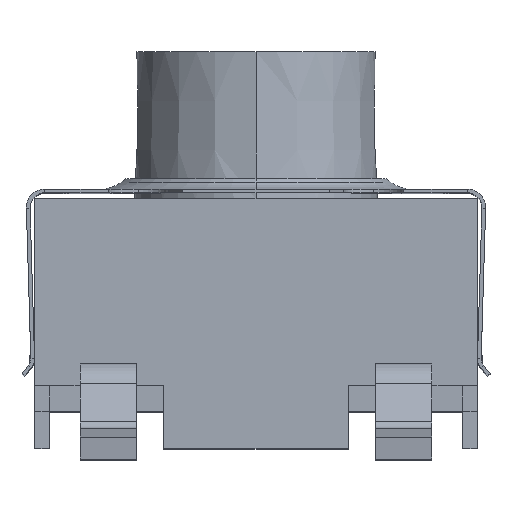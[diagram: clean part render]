
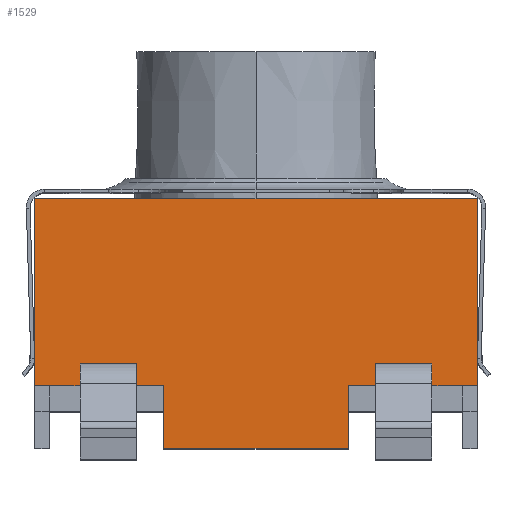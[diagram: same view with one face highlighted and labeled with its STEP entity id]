
A CAD part, top view. The second image highlights one B-rep face of the part: STEP entity #1529.
In plain terms, the highlighted planar face has unit normal (0, 0, 1).
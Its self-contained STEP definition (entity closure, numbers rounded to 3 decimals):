
#232 = EDGE_CURVE ( 'NONE', #1555, #1552, #2959, .T. ) ;
#250 = EDGE_CURVE ( 'NONE', #1579, #1555, #3037, .T. ) ;
#1483 = EDGE_LOOP ( 'NONE', ( #1530, #1511, #1583, #1517, #1560, #1514, #1519, #1571, #1562, #1570, #1574, #1550, #1553, #1556, #1558, #1620 ) ) ;
#1511 = ORIENTED_EDGE ( 'NONE', *, *, #1513, .T. ) ;
#1512 = EDGE_CURVE ( 'NONE', #1580, #1577, #6304, .T. ) ;
#1513 = EDGE_CURVE ( 'NONE', #1582, #1580, #6299, .T. ) ;
#1514 = ORIENTED_EDGE ( 'NONE', *, *, #1561, .T. ) ;
#1515 = VERTEX_POINT ( 'NONE', #6277 ) ;
#1516 = VERTEX_POINT ( 'NONE', #6300 ) ;
#1517 = ORIENTED_EDGE ( 'NONE', *, *, #1518, .F. ) ;
#1518 = EDGE_CURVE ( 'NONE', #1522, #1577, #6303, .T. ) ;
#1519 = ORIENTED_EDGE ( 'NONE', *, *, #1565, .F. ) ;
#1520 = VERTEX_POINT ( 'NONE', #6291 ) ;
#1521 = EDGE_CURVE ( 'NONE', #1522, #1520, #6294, .T. ) ;
#1522 = VERTEX_POINT ( 'NONE', #6282 ) ;
#1529 = ADVANCED_FACE ( 'NONE', ( #6326 ), #6293, .F. ) ;
#1530 = ORIENTED_EDGE ( 'NONE', *, *, #1576, .T. ) ;
#1549 = VERTEX_POINT ( 'NONE', #6396 ) ;
#1550 = ORIENTED_EDGE ( 'NONE', *, *, #1554, .T. ) ;
#1551 = EDGE_CURVE ( 'NONE', #1569, #1563, #6424, .T. ) ;
#1552 = VERTEX_POINT ( 'NONE', #6220 ) ;
#1553 = ORIENTED_EDGE ( 'NONE', *, *, #1557, .T. ) ;
#1554 = EDGE_CURVE ( 'NONE', #1569, #1573, #6398, .T. ) ;
#1555 = VERTEX_POINT ( 'NONE', #6475 ) ;
#1556 = ORIENTED_EDGE ( 'NONE', *, *, #1559, .T. ) ;
#1557 = EDGE_CURVE ( 'NONE', #1573, #1549, #6473, .T. ) ;
#1558 = ORIENTED_EDGE ( 'NONE', *, *, #232, .F. ) ;
#1559 = EDGE_CURVE ( 'NONE', #1549, #1552, #6469, .T. ) ;
#1560 = ORIENTED_EDGE ( 'NONE', *, *, #1521, .T. ) ;
#1561 = EDGE_CURVE ( 'NONE', #1520, #1516, #6463, .T. ) ;
#1562 = ORIENTED_EDGE ( 'NONE', *, *, #1572, .T. ) ;
#1563 = VERTEX_POINT ( 'NONE', #6474 ) ;
#1564 = VERTEX_POINT ( 'NONE', #6464 ) ;
#1565 = EDGE_CURVE ( 'NONE', #1515, #1516, #6457, .T. ) ;
#1566 = EDGE_CURVE ( 'NONE', #1563, #1564, #6453, .T. ) ;
#1568 = EDGE_CURVE ( 'NONE', #1575, #1515, #6507, .T. ) ;
#1569 = VERTEX_POINT ( 'NONE', #6465 ) ;
#1570 = ORIENTED_EDGE ( 'NONE', *, *, #1566, .F. ) ;
#1571 = ORIENTED_EDGE ( 'NONE', *, *, #1568, .F. ) ;
#1572 = EDGE_CURVE ( 'NONE', #1575, #1564, #6500, .T. ) ;
#1573 = VERTEX_POINT ( 'NONE', #6502 ) ;
#1574 = ORIENTED_EDGE ( 'NONE', *, *, #1551, .F. ) ;
#1575 = VERTEX_POINT ( 'NONE', #6459 ) ;
#1576 = EDGE_CURVE ( 'NONE', #1579, #1582, #6492, .T. ) ;
#1577 = VERTEX_POINT ( 'NONE', #6496 ) ;
#1579 = VERTEX_POINT ( 'NONE', #6494 ) ;
#1580 = VERTEX_POINT ( 'NONE', #6493 ) ;
#1582 = VERTEX_POINT ( 'NONE', #6501 ) ;
#1583 = ORIENTED_EDGE ( 'NONE', *, *, #1512, .T. ) ;
#1620 = ORIENTED_EDGE ( 'NONE', *, *, #250, .F. ) ;
#2959 = LINE ( 'NONE', #2988, #2987 ) ;
#2986 = DIRECTION ( 'NONE',  ( -1., 0., 0. ) ) ;
#2987 = VECTOR ( 'NONE', #2986, 1000. ) ;
#2988 = CARTESIAN_POINT ( 'NONE',  ( 5.399, 0.02, 6. ) ) ;
#3034 = DIRECTION ( 'NONE',  ( 0., 1., 0. ) ) ;
#3035 = VECTOR ( 'NONE', #3034, 1000. ) ;
#3036 = CARTESIAN_POINT ( 'NONE',  ( 2.385, -1.279, 6. ) ) ;
#3037 = LINE ( 'NONE', #3036, #3035 ) ;
#6220 = CARTESIAN_POINT ( 'NONE',  ( 1.625, 0.02, 6. ) ) ;
#6263 = CARTESIAN_POINT ( 'NONE',  ( 3., 2.25, 6. ) ) ;
#6277 = CARTESIAN_POINT ( 'NONE',  ( -1.625, 0.02, 6. ) ) ;
#6282 = CARTESIAN_POINT ( 'NONE',  ( -3., -0.28, 6. ) ) ;
#6283 = DIRECTION ( 'NONE',  ( 1., 0., 0. ) ) ;
#6284 = VECTOR ( 'NONE', #6283, 1000. ) ;
#6285 = CARTESIAN_POINT ( 'NONE',  ( -2.8, -0.28, 6. ) ) ;
#6288 = DIRECTION ( 'NONE',  ( 0., 1., 0. ) ) ;
#6289 = VECTOR ( 'NONE', #6288, 1000. ) ;
#6290 = CARTESIAN_POINT ( 'NONE',  ( -3., -0.63, 6. ) ) ;
#6291 = CARTESIAN_POINT ( 'NONE',  ( -2.385, -0.28, 6. ) ) ;
#6293 = PLANE ( 'NONE',  #6359 ) ;
#6294 = LINE ( 'NONE', #6285, #6284 ) ;
#6297 = DIRECTION ( 'NONE',  ( 0., 1., 0. ) ) ;
#6298 = VECTOR ( 'NONE', #6297, 1000. ) ;
#6299 = LINE ( 'NONE', #6306, #6298 ) ;
#6300 = CARTESIAN_POINT ( 'NONE',  ( -2.385, 0.02, 6. ) ) ;
#6301 = DIRECTION ( 'NONE',  ( -1., 0., 0. ) ) ;
#6302 = VECTOR ( 'NONE', #6301, 1000. ) ;
#6303 = LINE ( 'NONE', #6290, #6289 ) ;
#6304 = LINE ( 'NONE', #6263, #6302 ) ;
#6306 = CARTESIAN_POINT ( 'NONE',  ( 3., -0.63, 6. ) ) ;
#6326 = FACE_OUTER_BOUND ( 'NONE', #1483, .T. ) ;
#6356 = DIRECTION ( 'NONE',  ( -1., 0., 0. ) ) ;
#6357 = DIRECTION ( 'NONE',  ( 0., 0., -1. ) ) ;
#6358 = CARTESIAN_POINT ( 'NONE',  ( -1.25, -0.63, 6. ) ) ;
#6359 = AXIS2_PLACEMENT_3D ( 'NONE', #6358, #6357, #6356 ) ;
#6396 = CARTESIAN_POINT ( 'NONE',  ( 1.625, -0.28, 6. ) ) ;
#6398 = LINE ( 'NONE', #6420, #6419 ) ;
#6418 = DIRECTION ( 'NONE',  ( 0., 1., 0. ) ) ;
#6419 = VECTOR ( 'NONE', #6418, 1000. ) ;
#6420 = CARTESIAN_POINT ( 'NONE',  ( 1.25, -1.13, 6. ) ) ;
#6421 = DIRECTION ( 'NONE',  ( -1., 0., 0. ) ) ;
#6422 = VECTOR ( 'NONE', #6421, 1000. ) ;
#6423 = CARTESIAN_POINT ( 'NONE',  ( -1.25, -1.13, 6. ) ) ;
#6424 = LINE ( 'NONE', #6423, #6422 ) ;
#6451 = DIRECTION ( 'NONE',  ( 0., 1., 0. ) ) ;
#6452 = VECTOR ( 'NONE', #6451, 1000. ) ;
#6453 = LINE ( 'NONE', #6458, #6452 ) ;
#6454 = DIRECTION ( 'NONE',  ( -1., 0., 0. ) ) ;
#6455 = VECTOR ( 'NONE', #6454, 1000. ) ;
#6456 = CARTESIAN_POINT ( 'NONE',  ( 5.399, 0.02, 6. ) ) ;
#6457 = LINE ( 'NONE', #6456, #6455 ) ;
#6458 = CARTESIAN_POINT ( 'NONE',  ( -1.25, -1.13, 6. ) ) ;
#6459 = CARTESIAN_POINT ( 'NONE',  ( -1.625, -0.28, 6. ) ) ;
#6460 = DIRECTION ( 'NONE',  ( 0., 1., 0. ) ) ;
#6461 = VECTOR ( 'NONE', #6460, 1000. ) ;
#6462 = CARTESIAN_POINT ( 'NONE',  ( -2.385, -1.279, 6. ) ) ;
#6463 = LINE ( 'NONE', #6462, #6461 ) ;
#6464 = CARTESIAN_POINT ( 'NONE',  ( -1.25, -0.28, 6. ) ) ;
#6465 = CARTESIAN_POINT ( 'NONE',  ( 1.25, -1.13, 6. ) ) ;
#6466 = DIRECTION ( 'NONE',  ( 0., 1., 0. ) ) ;
#6467 = VECTOR ( 'NONE', #6466, 1000. ) ;
#6468 = CARTESIAN_POINT ( 'NONE',  ( 1.625, -1.279, 6. ) ) ;
#6469 = LINE ( 'NONE', #6468, #6467 ) ;
#6470 = DIRECTION ( 'NONE',  ( 1., 0., 0. ) ) ;
#6471 = VECTOR ( 'NONE', #6470, 1000. ) ;
#6472 = CARTESIAN_POINT ( 'NONE',  ( 1.25, -0.28, 6. ) ) ;
#6473 = LINE ( 'NONE', #6472, #6471 ) ;
#6474 = CARTESIAN_POINT ( 'NONE',  ( -1.25, -1.13, 6. ) ) ;
#6475 = CARTESIAN_POINT ( 'NONE',  ( 2.385, 0.02, 6. ) ) ;
#6489 = DIRECTION ( 'NONE',  ( 1., 0., 0. ) ) ;
#6490 = VECTOR ( 'NONE', #6489, 1000. ) ;
#6491 = CARTESIAN_POINT ( 'NONE',  ( 1.25, -0.28, 6. ) ) ;
#6492 = LINE ( 'NONE', #6491, #6490 ) ;
#6493 = CARTESIAN_POINT ( 'NONE',  ( 3., 2.25, 6. ) ) ;
#6494 = CARTESIAN_POINT ( 'NONE',  ( 2.385, -0.28, 6. ) ) ;
#6496 = CARTESIAN_POINT ( 'NONE',  ( -3., 2.25, 6. ) ) ;
#6497 = DIRECTION ( 'NONE',  ( 1., 0., 0. ) ) ;
#6498 = VECTOR ( 'NONE', #6497, 1000. ) ;
#6499 = CARTESIAN_POINT ( 'NONE',  ( -2.8, -0.28, 6. ) ) ;
#6500 = LINE ( 'NONE', #6499, #6498 ) ;
#6501 = CARTESIAN_POINT ( 'NONE',  ( 3., -0.28, 6. ) ) ;
#6502 = CARTESIAN_POINT ( 'NONE',  ( 1.25, -0.28, 6. ) ) ;
#6504 = DIRECTION ( 'NONE',  ( 0., 1., 0. ) ) ;
#6505 = VECTOR ( 'NONE', #6504, 1000. ) ;
#6506 = CARTESIAN_POINT ( 'NONE',  ( -1.625, -1.279, 6. ) ) ;
#6507 = LINE ( 'NONE', #6506, #6505 ) ;
